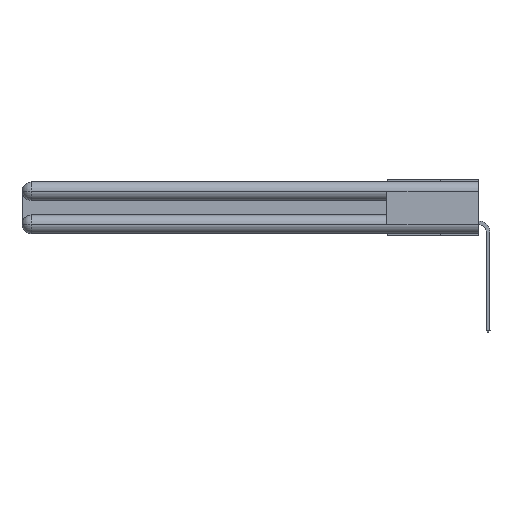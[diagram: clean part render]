
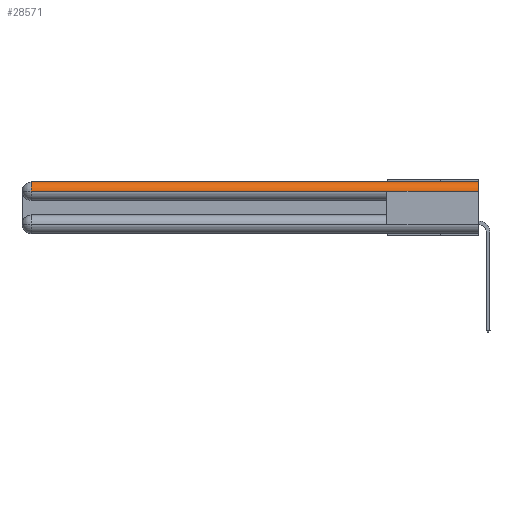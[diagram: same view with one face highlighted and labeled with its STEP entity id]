
A CAD part, left-side view. The second image highlights one B-rep face of the part: STEP entity #28571.
In plain terms, the highlighted cylindrical face has radius 1.562 mm (diameter 3.124 mm), a partial arc.
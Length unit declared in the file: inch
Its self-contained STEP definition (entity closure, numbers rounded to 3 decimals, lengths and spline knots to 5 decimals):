
#493 = CARTESIAN_POINT ( 'NONE',  ( 0.0615, 2.94, -0.0615 ) ) ;
#1097 = DIRECTION ( 'NONE',  ( 0., -1., 0. ) ) ;
#3612 = VECTOR ( 'NONE', #24045, 39.37008 ) ;
#4292 = AXIS2_PLACEMENT_3D ( 'NONE', #9872, #27189, #19837 ) ;
#4769 = LINE ( 'NONE', #7019, #3612 ) ;
#4841 = VERTEX_POINT ( 'NONE', #16632 ) ;
#6168 = CARTESIAN_POINT ( 'NONE',  ( 0., 0., -0.0615 ) ) ;
#6805 = VERTEX_POINT ( 'NONE', #21701 ) ;
#7019 = CARTESIAN_POINT ( 'NONE',  ( 0., 3., -0.0615 ) ) ;
#7626 = VERTEX_POINT ( 'NONE', #28361 ) ;
#7760 = FACE_OUTER_BOUND ( 'NONE', #28228, .T. ) ;
#7812 = LINE ( 'NONE', #28184, #15208 ) ;
#8136 = CARTESIAN_POINT ( 'NONE',  ( 0., 3., -0.0615 ) ) ;
#8961 = DIRECTION ( 'NONE',  ( 0., -1., 0. ) ) ;
#9872 = CARTESIAN_POINT ( 'NONE',  ( 0.0615, 0., -0.0615 ) ) ;
#10126 = EDGE_CURVE ( 'NONE', #4841, #29237, #21972, .T. ) ;
#10705 = ORIENTED_EDGE ( 'NONE', *, *, #26385, .F. ) ;
#11918 = EDGE_CURVE ( 'NONE', #7626, #14499, #16037, .T. ) ;
#12665 = AXIS2_PLACEMENT_3D ( 'NONE', #493, #15485, #20455 ) ;
#14499 = VERTEX_POINT ( 'NONE', #6168 ) ;
#15208 = VECTOR ( 'NONE', #1097, 39.37008 ) ;
#15485 = DIRECTION ( 'NONE',  ( 0., -1., 0. ) ) ;
#15625 = VECTOR ( 'NONE', #23286, 39.37008 ) ;
#16037 = CIRCLE ( 'NONE', #27840, 0.0615 ) ;
#16632 = CARTESIAN_POINT ( 'NONE',  ( 0.0615, 2.94, 0. ) ) ;
#17392 = CARTESIAN_POINT ( 'NONE',  ( 0., 2.94, -0.0615 ) ) ;
#18951 = CARTESIAN_POINT ( 'NONE',  ( 0.0615, 0., -0.0615 ) ) ;
#19837 = DIRECTION ( 'NONE',  ( 0., 0., 1. ) ) ;
#20455 = DIRECTION ( 'NONE',  ( 0., 0., 1. ) ) ;
#20518 = EDGE_CURVE ( 'NONE', #14499, #6805, #26454, .T. ) ;
#20773 = EDGE_CURVE ( 'NONE', #29237, #6805, #4769, .T. ) ;
#21196 = DIRECTION ( 'NONE',  ( 1., 0., 0. ) ) ;
#21701 = CARTESIAN_POINT ( 'NONE',  ( 0., 0.6, -0.0615 ) ) ;
#21972 = CIRCLE ( 'NONE', #12665, 0.0615 ) ;
#23286 = DIRECTION ( 'NONE',  ( 0., 1., 0. ) ) ;
#24045 = DIRECTION ( 'NONE',  ( 0., -1., 0. ) ) ;
#24140 = ORIENTED_EDGE ( 'NONE', *, *, #11918, .F. ) ;
#25373 = ORIENTED_EDGE ( 'NONE', *, *, #20773, .T. ) ;
#26385 = EDGE_CURVE ( 'NONE', #4841, #7626, #7812, .T. ) ;
#26454 = LINE ( 'NONE', #8136, #15625 ) ;
#27189 = DIRECTION ( 'NONE',  ( 0., 1., 0. ) ) ;
#27276 = CYLINDRICAL_SURFACE ( 'NONE', #4292, 0.0615 ) ;
#27321 = ORIENTED_EDGE ( 'NONE', *, *, #20518, .F. ) ;
#27840 = AXIS2_PLACEMENT_3D ( 'NONE', #18951, #8961, #21196 ) ;
#28184 = CARTESIAN_POINT ( 'NONE',  ( 0.0615, 0., 0. ) ) ;
#28228 = EDGE_LOOP ( 'NONE', ( #10705, #28897, #25373, #27321, #24140 ) ) ;
#28361 = CARTESIAN_POINT ( 'NONE',  ( 0.0615, 0., 0. ) ) ;
#28571 = ADVANCED_FACE ( 'NONE', ( #7760 ), #27276, .T. ) ;
#28897 = ORIENTED_EDGE ( 'NONE', *, *, #10126, .T. ) ;
#29237 = VERTEX_POINT ( 'NONE', #17392 ) ;
